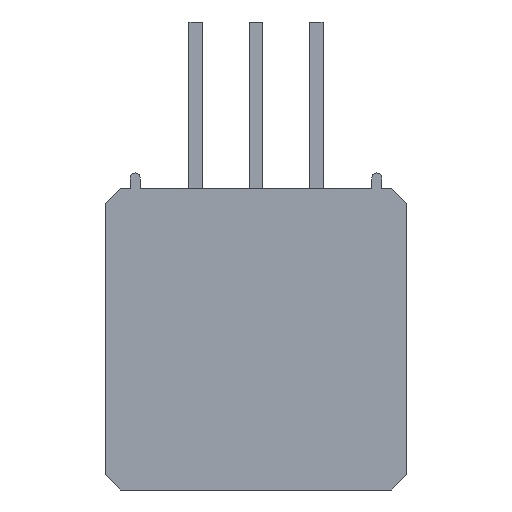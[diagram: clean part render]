
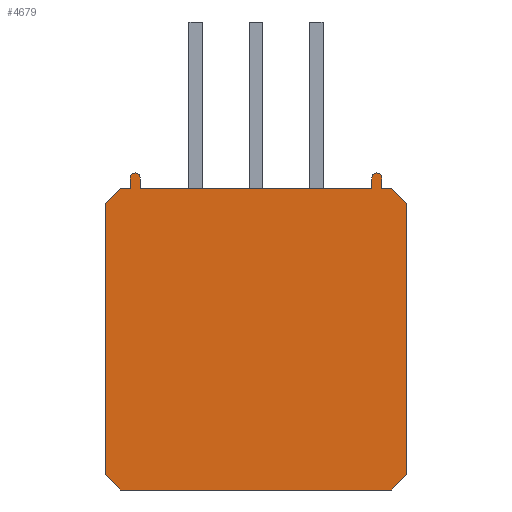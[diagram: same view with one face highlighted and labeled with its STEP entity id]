
A CAD part, front view. The second image highlights one B-rep face of the part: STEP entity #4679.
In plain terms, the highlighted planar face has unit normal (0, -1, 0).
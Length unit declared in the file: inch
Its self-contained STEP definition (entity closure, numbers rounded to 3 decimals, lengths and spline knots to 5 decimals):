
#1=DIRECTION('',(1.,0.,0.));
#2=VECTOR('',#1,0.01667);
#3=CARTESIAN_POINT('',(-0.225,0.,0.25));
#4=LINE('',#3,#2);
#5=DIRECTION('',(0.,0.,1.));
#6=VECTOR('',#5,0.01667);
#7=CARTESIAN_POINT('',(-0.20833,0.,0.25));
#8=LINE('',#7,#6);
#9=CARTESIAN_POINT('',(-0.2,0.,0.26667));
#10=DIRECTION('',(0.,1.,0.));
#11=DIRECTION('',(-1.,0.,0.));
#12=AXIS2_PLACEMENT_3D('',#9,#10,#11);
#14=DIRECTION('',(0.,0.,-1.));
#15=VECTOR('',#14,0.01667);
#16=CARTESIAN_POINT('',(-0.19167,0.,0.26667));
#17=LINE('',#16,#15);
#18=DIRECTION('',(1.,0.,0.));
#19=VECTOR('',#18,0.38333);
#20=CARTESIAN_POINT('',(-0.19167,0.,0.25));
#21=LINE('',#20,#19);
#22=DIRECTION('',(0.,0.,1.));
#23=VECTOR('',#22,0.01667);
#24=CARTESIAN_POINT('',(0.19167,0.,0.25));
#25=LINE('',#24,#23);
#26=CARTESIAN_POINT('',(0.2,0.,0.26667));
#27=DIRECTION('',(0.,1.,0.));
#28=DIRECTION('',(-1.,0.,0.));
#29=AXIS2_PLACEMENT_3D('',#26,#27,#28);
#31=DIRECTION('',(0.,0.,-1.));
#32=VECTOR('',#31,0.01667);
#33=CARTESIAN_POINT('',(0.20833,0.,0.26667));
#34=LINE('',#33,#32);
#35=DIRECTION('',(1.,0.,0.));
#36=VECTOR('',#35,0.01667);
#37=CARTESIAN_POINT('',(0.20833,0.,0.25));
#38=LINE('',#37,#36);
#39=DIRECTION('',(-0.707,0.,0.707));
#40=VECTOR('',#39,0.03536);
#41=CARTESIAN_POINT('',(0.25,0.,0.225));
#42=LINE('',#41,#40);
#43=DIRECTION('',(0.,0.,-1.));
#44=VECTOR('',#43,0.45);
#45=CARTESIAN_POINT('',(0.25,0.,0.225));
#46=LINE('',#45,#44);
#47=DIRECTION('',(0.707,0.,0.707));
#48=VECTOR('',#47,0.03536);
#49=CARTESIAN_POINT('',(0.225,0.,-0.25));
#50=LINE('',#49,#48);
#51=DIRECTION('',(-1.,0.,0.));
#52=VECTOR('',#51,0.45);
#53=CARTESIAN_POINT('',(0.225,0.,-0.25));
#54=LINE('',#53,#52);
#55=DIRECTION('',(0.707,0.,-0.707));
#56=VECTOR('',#55,0.03536);
#57=CARTESIAN_POINT('',(-0.25,0.,-0.225));
#58=LINE('',#57,#56);
#59=DIRECTION('',(0.,0.,1.));
#60=VECTOR('',#59,0.45);
#61=CARTESIAN_POINT('',(-0.25,0.,-0.225));
#62=LINE('',#61,#60);
#63=DIRECTION('',(-0.707,0.,-0.707));
#64=VECTOR('',#63,0.03536);
#65=CARTESIAN_POINT('',(-0.225,0.,0.25));
#66=LINE('',#65,#64);
#4291=CARTESIAN_POINT('',(0.25,0.,0.225));
#4292=CARTESIAN_POINT('',(0.225,0.,0.25));
#4293=VERTEX_POINT('',#4291);
#4294=VERTEX_POINT('',#4292);
#4295=CARTESIAN_POINT('',(0.225,0.,-0.25));
#4296=CARTESIAN_POINT('',(0.25,0.,-0.225));
#4297=VERTEX_POINT('',#4295);
#4298=VERTEX_POINT('',#4296);
#4299=CARTESIAN_POINT('',(-0.225,0.,0.25));
#4300=CARTESIAN_POINT('',(-0.25,0.,0.225));
#4301=VERTEX_POINT('',#4299);
#4302=VERTEX_POINT('',#4300);
#4303=CARTESIAN_POINT('',(-0.25,0.,-0.225));
#4304=CARTESIAN_POINT('',(-0.225,0.,-0.25));
#4305=VERTEX_POINT('',#4303);
#4306=VERTEX_POINT('',#4304);
#4307=CARTESIAN_POINT('',(0.19167,0.,0.26667));
#4308=CARTESIAN_POINT('',(0.20833,0.,0.26667));
#4309=VERTEX_POINT('',#4307);
#4310=VERTEX_POINT('',#4308);
#4311=CARTESIAN_POINT('',(-0.20833,0.,0.26667));
#4312=CARTESIAN_POINT('',(-0.19167,0.,0.26667));
#4313=VERTEX_POINT('',#4311);
#4314=VERTEX_POINT('',#4312);
#4323=CARTESIAN_POINT('',(-0.20833,0.,0.25));
#4324=VERTEX_POINT('',#4323);
#4325=CARTESIAN_POINT('',(-0.19167,0.,0.25));
#4326=CARTESIAN_POINT('',(0.19167,0.,0.25));
#4327=VERTEX_POINT('',#4325);
#4328=VERTEX_POINT('',#4326);
#4329=CARTESIAN_POINT('',(0.20833,0.,0.25));
#4330=VERTEX_POINT('',#4329);
#4640=CARTESIAN_POINT('',(0.,0.,0.));
#4641=DIRECTION('',(0.,1.,0.));
#4642=DIRECTION('',(1.,0.,0.));
#4643=AXIS2_PLACEMENT_3D('',#4640,#4641,#4642);
#4644=PLANE('',#4643);
#4646=ORIENTED_EDGE('',*,*,#4645,.T.);
#4648=ORIENTED_EDGE('',*,*,#4647,.T.);
#4650=ORIENTED_EDGE('',*,*,#4649,.T.);
#4652=ORIENTED_EDGE('',*,*,#4651,.T.);
#4654=ORIENTED_EDGE('',*,*,#4653,.T.);
#4656=ORIENTED_EDGE('',*,*,#4655,.T.);
#4658=ORIENTED_EDGE('',*,*,#4657,.T.);
#4660=ORIENTED_EDGE('',*,*,#4659,.T.);
#4662=ORIENTED_EDGE('',*,*,#4661,.T.);
#4664=ORIENTED_EDGE('',*,*,#4663,.F.);
#4666=ORIENTED_EDGE('',*,*,#4665,.T.);
#4668=ORIENTED_EDGE('',*,*,#4667,.F.);
#4670=ORIENTED_EDGE('',*,*,#4669,.T.);
#4672=ORIENTED_EDGE('',*,*,#4671,.F.);
#4674=ORIENTED_EDGE('',*,*,#4673,.T.);
#4676=ORIENTED_EDGE('',*,*,#4675,.F.);
#4677=EDGE_LOOP('',(#4646,#4648,#4650,#4652,#4654,#4656,#4658,#4660,#4662,#4664,
#4666,#4668,#4670,#4672,#4674,#4676));
#4678=FACE_OUTER_BOUND('',#4677,.F.);
#4679=ADVANCED_FACE('',(#4678),#4644,.F.);
#13=CIRCLE('',#12,0.00833);
#30=CIRCLE('',#29,0.00833);
#4645=EDGE_CURVE('',#4301,#4324,#4,.T.);
#4647=EDGE_CURVE('',#4324,#4313,#8,.T.);
#4649=EDGE_CURVE('',#4313,#4314,#13,.T.);
#4651=EDGE_CURVE('',#4314,#4327,#17,.T.);
#4653=EDGE_CURVE('',#4327,#4328,#21,.T.);
#4655=EDGE_CURVE('',#4328,#4309,#25,.T.);
#4657=EDGE_CURVE('',#4309,#4310,#30,.T.);
#4659=EDGE_CURVE('',#4310,#4330,#34,.T.);
#4661=EDGE_CURVE('',#4330,#4294,#38,.T.);
#4663=EDGE_CURVE('',#4293,#4294,#42,.T.);
#4665=EDGE_CURVE('',#4293,#4298,#46,.T.);
#4667=EDGE_CURVE('',#4297,#4298,#50,.T.);
#4669=EDGE_CURVE('',#4297,#4306,#54,.T.);
#4671=EDGE_CURVE('',#4305,#4306,#58,.T.);
#4673=EDGE_CURVE('',#4305,#4302,#62,.T.);
#4675=EDGE_CURVE('',#4301,#4302,#66,.T.);
